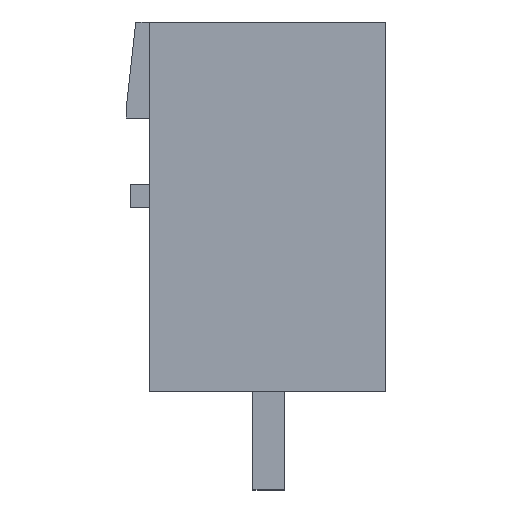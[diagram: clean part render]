
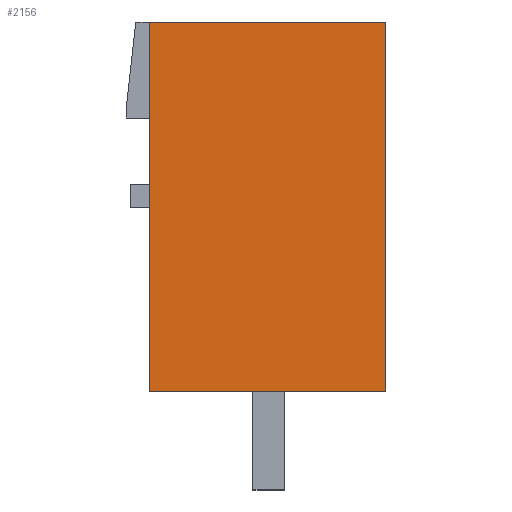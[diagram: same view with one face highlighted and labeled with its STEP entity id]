
A CAD part, left-side view. The second image highlights one B-rep face of the part: STEP entity #2156.
In plain terms, the highlighted planar face has unit normal (-1, 0, 0).
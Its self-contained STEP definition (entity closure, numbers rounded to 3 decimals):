
#2136=AXIS2_PLACEMENT_3D('Plane Axis2P3D',#2133,#2134,#2135) ;
#913=CARTESIAN_POINT('Vertex',(0.,0.,3.2)) ;
#916=CARTESIAN_POINT('Line Origine',(0.,3.84,3.2)) ;
#920=CARTESIAN_POINT('Vertex',(0.,7.68,3.2)) ;
#1357=CARTESIAN_POINT('Vertex',(0.,0.,15.2)) ;
#1360=CARTESIAN_POINT('Line Origine',(0.,0.,9.2)) ;
#2133=CARTESIAN_POINT('Axis2P3D Location',(0.,-1.5,3.2)) ;
#2138=CARTESIAN_POINT('Line Origine',(0.,7.68,9.2)) ;
#2142=CARTESIAN_POINT('Vertex',(0.,7.68,15.2)) ;
#2145=CARTESIAN_POINT('Line Origine',(0.,3.84,15.2)) ;
#917=DIRECTION('Vector Direction',(0.,-1.,0.)) ;
#1361=DIRECTION('Vector Direction',(0.,0.,-1.)) ;
#2134=DIRECTION('Axis2P3D Direction',(-1.,0.,0.)) ;
#2135=DIRECTION('Axis2P3D XDirection',(0.,0.,1.)) ;
#2139=DIRECTION('Vector Direction',(0.,0.,-1.)) ;
#2146=DIRECTION('Vector Direction',(0.,-1.,0.)) ;
#918=VECTOR('Line Direction',#917,1.) ;
#1362=VECTOR('Line Direction',#1361,1.) ;
#2140=VECTOR('Line Direction',#2139,1.) ;
#2147=VECTOR('Line Direction',#2146,1.) ;
#2151=ORIENTED_EDGE('',*,*,#2144,.T.) ;
#2152=ORIENTED_EDGE('',*,*,#922,.T.) ;
#2153=ORIENTED_EDGE('',*,*,#1364,.T.) ;
#2154=ORIENTED_EDGE('',*,*,#2149,.T.) ;
#2156=ADVANCED_FACE('HOUSING',(#2155),#2137,.T.) ;
#922=EDGE_CURVE('',#921,#914,#919,.T.) ;
#1364=EDGE_CURVE('',#914,#1358,#1363,.F.) ;
#2144=EDGE_CURVE('',#2143,#921,#2141,.T.) ;
#2149=EDGE_CURVE('',#1358,#2143,#2148,.F.) ;
#2150=EDGE_LOOP('',(#2151,#2152,#2153,#2154)) ;
#2155=FACE_OUTER_BOUND('',#2150,.T.) ;
#919=LINE('Line',#916,#918) ;
#1363=LINE('Line',#1360,#1362) ;
#2141=LINE('Line',#2138,#2140) ;
#2148=LINE('Line',#2145,#2147) ;
#2137=PLANE('',#2136) ;
#914=VERTEX_POINT('',#913) ;
#921=VERTEX_POINT('',#920) ;
#1358=VERTEX_POINT('',#1357) ;
#2143=VERTEX_POINT('',#2142) ;
